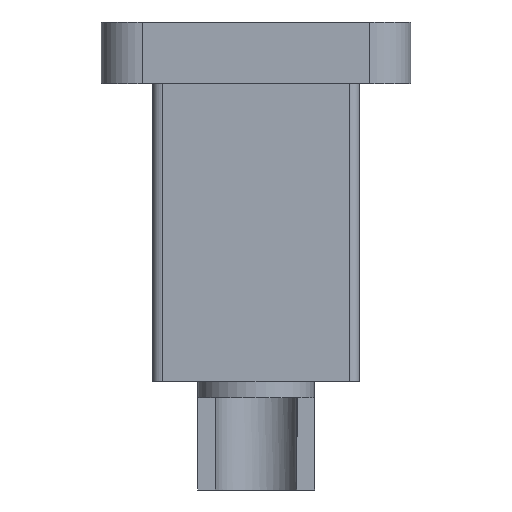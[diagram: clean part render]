
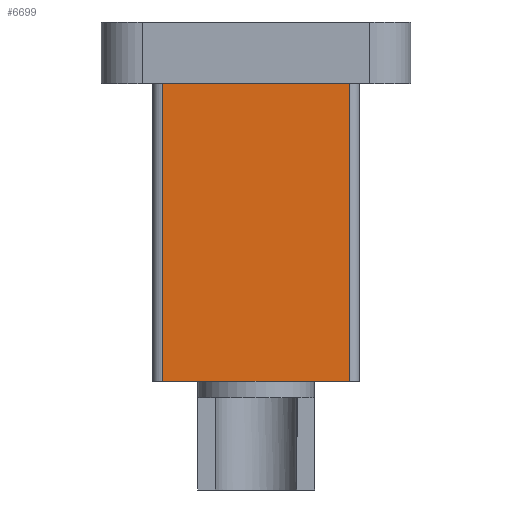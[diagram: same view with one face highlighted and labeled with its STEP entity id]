
A CAD part, front view. The second image highlights one B-rep face of the part: STEP entity #6699.
In plain terms, the highlighted planar face has unit normal (0, -1, 0).
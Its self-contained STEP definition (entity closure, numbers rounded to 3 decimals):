
#593=PLANE('',#7101);
#760=FACE_OUTER_BOUND('',#1144,.T.);
#1144=EDGE_LOOP('',(#4587,#4588,#4589,#4590));
#1566=LINE('',#8604,#2167);
#1568=LINE('',#8610,#2169);
#1569=LINE('',#8612,#2170);
#1570=LINE('',#8613,#2171);
#2167=VECTOR('',#7403,10.);
#2169=VECTOR('',#7409,10.);
#2170=VECTOR('',#7410,10.);
#2171=VECTOR('',#7411,10.);
#2853=VERTEX_POINT('',#8601);
#2854=VERTEX_POINT('',#8603);
#2856=VERTEX_POINT('',#8609);
#2857=VERTEX_POINT('',#8611);
#3545=EDGE_CURVE('',#2853,#2854,#1566,.T.);
#3548=EDGE_CURVE('',#2856,#2853,#1568,.T.);
#3549=EDGE_CURVE('',#2857,#2856,#1569,.T.);
#3550=EDGE_CURVE('',#2854,#2857,#1570,.T.);
#4587=ORIENTED_EDGE('',*,*,#3545,.F.);
#4588=ORIENTED_EDGE('',*,*,#3548,.F.);
#4589=ORIENTED_EDGE('',*,*,#3549,.F.);
#4590=ORIENTED_EDGE('',*,*,#3550,.F.);
#6699=ADVANCED_FACE('',(#760),#593,.T.);
#7101=AXIS2_PLACEMENT_3D('',#8608,#7407,#7408);
#7403=DIRECTION('',(0.,0.,1.));
#7407=DIRECTION('center_axis',(0.,-1.,0.));
#7408=DIRECTION('ref_axis',(-1.,0.,0.));
#7409=DIRECTION('',(-1.,0.,0.));
#7410=DIRECTION('',(0.,0.,-1.));
#7411=DIRECTION('',(1.,0.,0.));
#8601=CARTESIAN_POINT('',(3.,10.08,-17.5));
#8603=CARTESIAN_POINT('',(3.,10.08,-3.));
#8604=CARTESIAN_POINT('',(3.,10.08,0.));
#8608=CARTESIAN_POINT('Origin',(12.6,10.08,0.));
#8609=CARTESIAN_POINT('',(12.1,10.08,-17.5));
#8610=CARTESIAN_POINT('',(12.6,10.08,-17.5));
#8611=CARTESIAN_POINT('',(12.1,10.08,-3.));
#8612=CARTESIAN_POINT('',(12.1,10.08,0.));
#8613=CARTESIAN_POINT('',(10.075,10.08,-3.));
